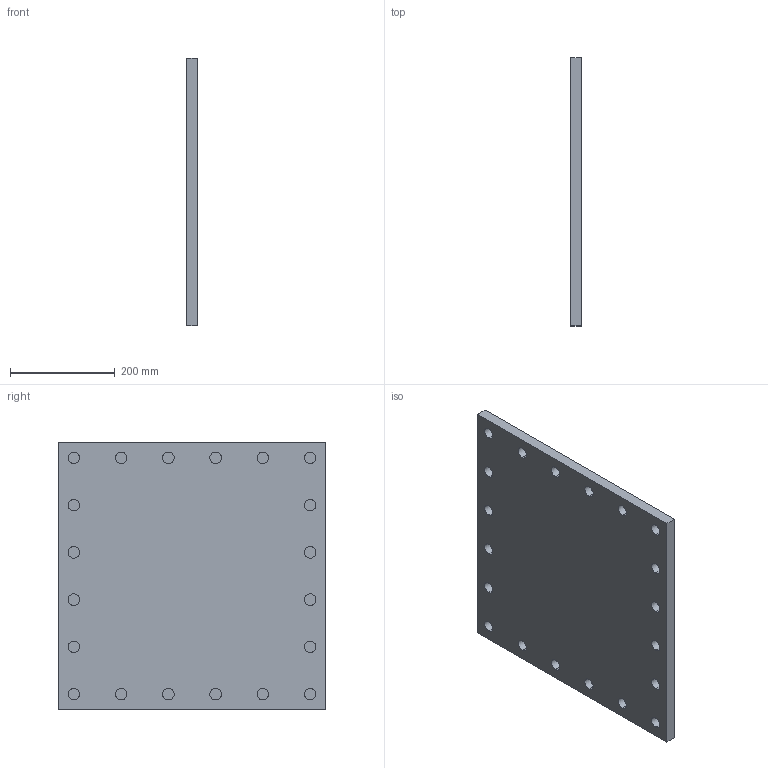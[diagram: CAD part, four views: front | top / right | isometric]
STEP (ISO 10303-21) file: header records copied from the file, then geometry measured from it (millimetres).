
FILE_DESCRIPTION (( 'STEP AP203' ), '1' );
FILE_NAME ('DIN 174 - 200 x 20 - 510.stp.STEP', '2025-09-15T21:12:12', ( '' ), ( '' ), 'SwSTEP 2.0', 'SolidWorks 2023', '' );
FILE_SCHEMA (( 'CONFIG_CONTROL_DESIGN' ));
Length unit declared in the file: centimetre
Products named in the file (1): DIN 174 - 200 x 20 - 510.stp
Bounding box: 20 x 510 x 510 mm (x, y, z)
Volume: 5087960.2 mm3; surface area: 581734.5 mm2
Topology: 1 solids, 1 shells, 66 faces, 132 edges, 88 vertices
Faces by surface type: cylinder 40, plane 26
Entity records: 1831 total; most frequent: DIRECTION 346, CARTESIAN_POINT 287, ORIENTED_EDGE 264, AXIS2_PLACEMENT_3D 147, EDGE_CURVE 132, VERTEX_POINT 88, EDGE_LOOP 86, CIRCLE 80
